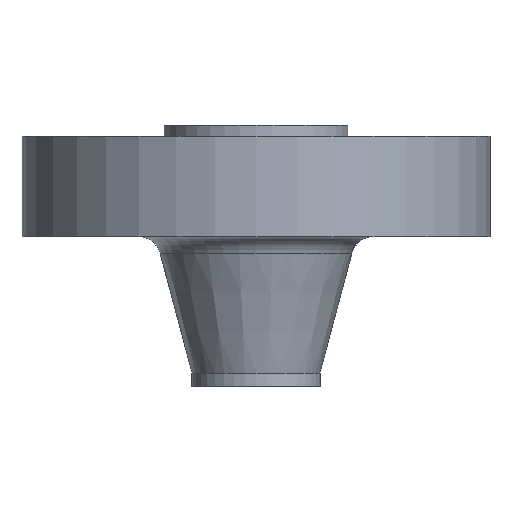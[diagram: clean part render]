
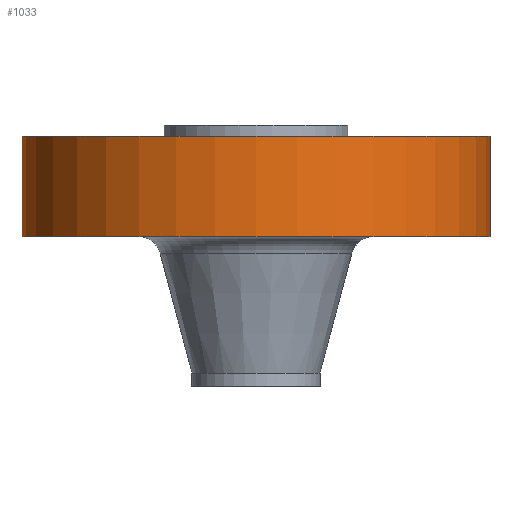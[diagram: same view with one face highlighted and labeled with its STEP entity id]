
A CAD part, front view. The second image highlights one B-rep face of the part: STEP entity #1033.
In plain terms, the highlighted cylindrical face has radius 133.35 mm (diameter 266.7 mm), a partial arc.
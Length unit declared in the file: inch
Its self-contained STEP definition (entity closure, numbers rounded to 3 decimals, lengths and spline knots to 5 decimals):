
#60 = VERTEX_POINT ( 'NONE', #1135 ) ;
#62 = DIRECTION ( 'NONE',  ( 1., 0., 0. ) ) ;
#83 = CARTESIAN_POINT ( 'NONE',  ( -5.25, 0., 0. ) ) ;
#212 = CARTESIAN_POINT ( 'NONE',  ( -5.25, 0., -2.5 ) ) ;
#234 = DIRECTION ( 'NONE',  ( 0., 0., 1. ) ) ;
#276 = EDGE_CURVE ( 'NONE', #661, #60, #401, .T. ) ;
#330 = DIRECTION ( 'NONE',  ( 0., 0., 1. ) ) ;
#338 = ORIENTED_EDGE ( 'NONE', *, *, #710, .F. ) ;
#373 = FACE_OUTER_BOUND ( 'NONE', #727, .T. ) ;
#376 = EDGE_CURVE ( 'NONE', #1120, #1056, #1141, .T. ) ;
#401 = LINE ( 'NONE', #1110, #613 ) ;
#406 = ORIENTED_EDGE ( 'NONE', *, *, #276, .T. ) ;
#408 = CARTESIAN_POINT ( 'NONE',  ( 0., 0., -0.25 ) ) ;
#442 = ORIENTED_EDGE ( 'NONE', *, *, #376, .F. ) ;
#465 = CIRCLE ( 'NONE', #728, 5.25 ) ;
#500 = AXIS2_PLACEMENT_3D ( 'NONE', #637, #1008, #643 ) ;
#524 = AXIS2_PLACEMENT_3D ( 'NONE', #1038, #234, #62 ) ;
#562 = CYLINDRICAL_SURFACE ( 'NONE', #500, 5.25 ) ;
#606 = DIRECTION ( 'NONE',  ( 0., 0., 1. ) ) ;
#613 = VECTOR ( 'NONE', #1126, 39.37008 ) ;
#637 = CARTESIAN_POINT ( 'NONE',  ( 0., 0., 0. ) ) ;
#643 = DIRECTION ( 'NONE',  ( 1., 0., 0. ) ) ;
#661 = VERTEX_POINT ( 'NONE', #720 ) ;
#710 = EDGE_CURVE ( 'NONE', #1056, #60, #465, .T. ) ;
#720 = CARTESIAN_POINT ( 'NONE',  ( 5.25, 0., -2.5 ) ) ;
#727 = EDGE_LOOP ( 'NONE', ( #442, #1078, #406, #338 ) ) ;
#728 = AXIS2_PLACEMENT_3D ( 'NONE', #408, #606, #1145 ) ;
#731 = EDGE_CURVE ( 'NONE', #1120, #661, #766, .T. ) ;
#734 = CARTESIAN_POINT ( 'NONE',  ( -5.25, 0., -0.25 ) ) ;
#766 = CIRCLE ( 'NONE', #524, 5.25 ) ;
#1008 = DIRECTION ( 'NONE',  ( 0., 0., 1. ) ) ;
#1033 = ADVANCED_FACE ( 'NONE', ( #373 ), #562, .T. ) ;
#1038 = CARTESIAN_POINT ( 'NONE',  ( 0., 0., -2.5 ) ) ;
#1050 = VECTOR ( 'NONE', #330, 39.37008 ) ;
#1056 = VERTEX_POINT ( 'NONE', #734 ) ;
#1078 = ORIENTED_EDGE ( 'NONE', *, *, #731, .T. ) ;
#1110 = CARTESIAN_POINT ( 'NONE',  ( 5.25, 0., 0. ) ) ;
#1120 = VERTEX_POINT ( 'NONE', #212 ) ;
#1126 = DIRECTION ( 'NONE',  ( 0., 0., 1. ) ) ;
#1135 = CARTESIAN_POINT ( 'NONE',  ( 5.25, 0., -0.25 ) ) ;
#1141 = LINE ( 'NONE', #83, #1050 ) ;
#1145 = DIRECTION ( 'NONE',  ( 1., 0., 0. ) ) ;
